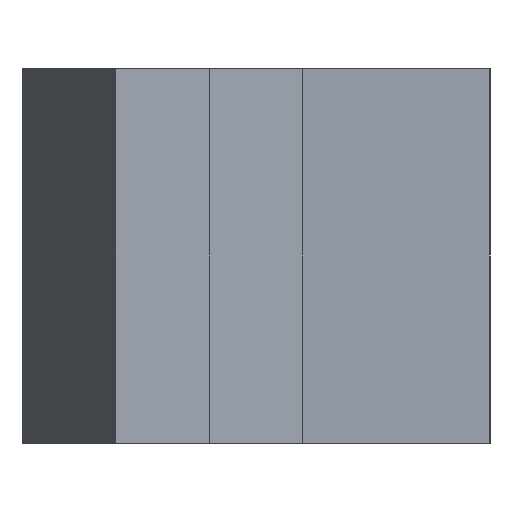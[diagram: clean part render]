
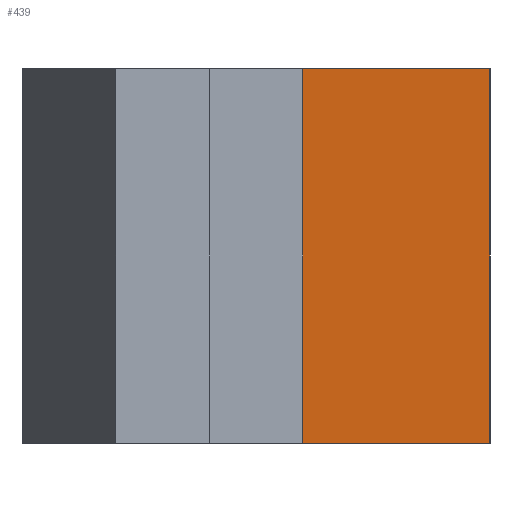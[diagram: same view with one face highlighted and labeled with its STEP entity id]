
A CAD part, left-side view. The second image highlights one B-rep face of the part: STEP entity #439.
In plain terms, the highlighted planar face has unit normal (-0.574, -0.819, 0).
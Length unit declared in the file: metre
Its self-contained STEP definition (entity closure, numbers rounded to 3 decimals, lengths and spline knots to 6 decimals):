
#12 = CARTESIAN_POINT('NONE', (1.996782, -0.64516, -0));
#13 = VERTEX_POINT('NONE', #12);
#14 = CARTESIAN_POINT('NONE', (1.996782, -0.64516, 2.58064));
#15 = VERTEX_POINT('NONE', #14);
#16 = CARTESIAN_POINT('NONE', (3.83955, -1.93548, -0));
#17 = VERTEX_POINT('NONE', #16);
#18 = CARTESIAN_POINT('NONE', (3.83955, -1.93548, 2.58064));
#19 = VERTEX_POINT('NONE', #18);
#80 = DIRECTION('NONE', (0, 0, 1));
#81 = VECTOR('NONE', #80, 1);
#82 = CARTESIAN_POINT('NONE', (1.996782, -0.64516, -0));
#83 = LINE('NONE', #82, #81);
#88 = DIRECTION('NONE', (0.819, -0.574, 0));
#89 = VECTOR('NONE', #88, 1);
#90 = CARTESIAN_POINT('NONE', (1.996782, -0.64516, -0));
#91 = LINE('NONE', #90, #89);
#92 = DIRECTION('NONE', (0, 0, 1));
#93 = VECTOR('NONE', #92, 1);
#94 = CARTESIAN_POINT('NONE', (3.83955, -1.93548, -0));
#95 = LINE('NONE', #94, #93);
#96 = DIRECTION('NONE', (0.819, -0.574, 0));
#97 = VECTOR('NONE', #96, 1);
#98 = CARTESIAN_POINT('NONE', (1.996782, -0.64516, 2.58064));
#99 = LINE('NONE', #98, #97);
#233 = EDGE_CURVE('NONE', #13, #15, #83, .T.);
#235 = EDGE_CURVE('NONE', #13, #17, #91, .T.);
#236 = EDGE_CURVE('NONE', #17, #19, #95, .T.);
#237 = EDGE_CURVE('NONE', #15, #19, #99, .T.);
#280 = ORIENTED_EDGE('NONE', *, *, #235, .T.);
#281 = ORIENTED_EDGE('NONE', *, *, #236, .T.);
#282 = ORIENTED_EDGE('NONE', *, *, #237, .F.);
#283 = ORIENTED_EDGE('NONE', *, *, #233, .F.);
#284 = EDGE_LOOP('NONE', (#280, #281, #282, #283));
#378 = CARTESIAN_POINT('NONE', (2.918166, -1.29032, 1.29032));
#379 = DIRECTION('NONE', (-0.574, -0.819, 0));
#380 = AXIS2_PLACEMENT_3D('NONE', #378, #379, $);
#381 = PLANE('NONE', #380);
#438 = FACE_OUTER_BOUND('NONE', #284, .T.);
#439 = ADVANCED_FACE('NONE', (#438), #381, .T.);
